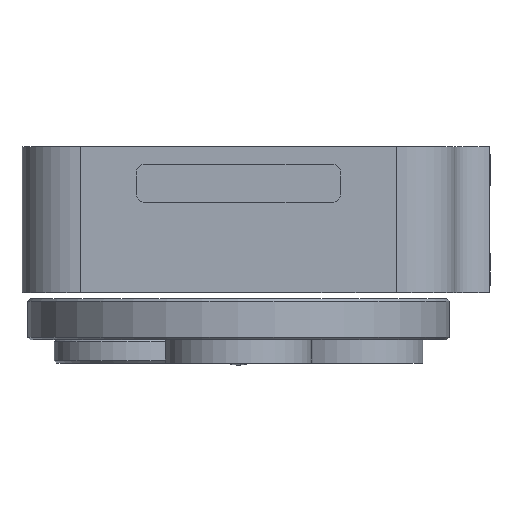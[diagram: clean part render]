
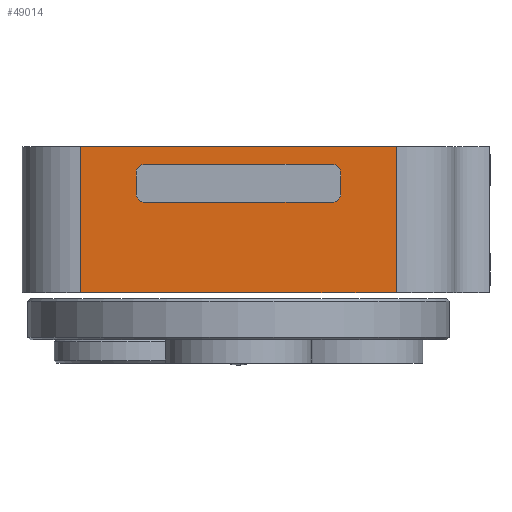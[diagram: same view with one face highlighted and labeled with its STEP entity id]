
A CAD part, left-side view. The second image highlights one B-rep face of the part: STEP entity #49014.
In plain terms, the highlighted planar face has unit normal (-1, 0, 0).
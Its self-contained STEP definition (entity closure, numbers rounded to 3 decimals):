
#291 = CARTESIAN_POINT ( 'NONE',  ( -37., -17.5, 17. ) ) ;
#296 = CARTESIAN_POINT ( 'NONE',  ( -37., -19.75, 0. ) ) ;
#306 = CARTESIAN_POINT ( 'NONE',  ( -37., 17.5, 17. ) ) ;
#331 = CARTESIAN_POINT ( 'NONE',  ( -37., -16., 15.5 ) ) ;
#332 = CARTESIAN_POINT ( 'NONE',  ( -37., -16., 22. ) ) ;
#338 = CARTESIAN_POINT ( 'NONE',  ( -37., 16., 22. ) ) ;
#339 = CARTESIAN_POINT ( 'NONE',  ( -37., -17.5, 20.5 ) ) ;
#6394 = LINE ( 'NONE', #15214, #6398 ) ;
#6398 = VECTOR ( 'NONE', #15216, 1000. ) ;
#6432 = CIRCLE ( 'NONE', #10614, 1.5 ) ;
#6484 = LINE ( 'NONE', #15562, #6487 ) ;
#6487 = VECTOR ( 'NONE', #15563, 1000. ) ;
#10153 = CARTESIAN_POINT ( 'NONE',  ( -37., -27., 25. ) ) ;
#10163 = PLANE ( 'NONE',  #11071 ) ;
#10169 = DIRECTION ( 'NONE',  ( 1., 0., 0. ) ) ;
#10171 = DIRECTION ( 'NONE',  ( 0., 0., -1. ) ) ;
#10534 = AXIS2_PLACEMENT_3D ( 'NONE', #14696, #14698, #14700 ) ;
#10573 = AXIS2_PLACEMENT_3D ( 'NONE', #15113, #15115, #15117 ) ;
#10585 = AXIS2_PLACEMENT_3D ( 'NONE', #15196, #15198, #15200 ) ;
#10614 = AXIS2_PLACEMENT_3D ( 'NONE', #15364, #15365, #15367 ) ;
#11071 = AXIS2_PLACEMENT_3D ( 'NONE', #10153, #10169, #10171 ) ;
#11806 = FACE_BOUND ( 'NONE', #46422, .T. ) ;
#11818 = FACE_OUTER_BOUND ( 'NONE', #46416, .T. ) ;
#14417 = CARTESIAN_POINT ( 'NONE',  ( -37., 16., 22. ) ) ;
#14437 = DIRECTION ( 'NONE',  ( 0., 1., 0. ) ) ;
#14578 = CARTESIAN_POINT ( 'NONE',  ( -37., -27., 0. ) ) ;
#14582 = DIRECTION ( 'NONE',  ( 0., -1., 0. ) ) ;
#14638 = CARTESIAN_POINT ( 'NONE',  ( -37., 17.5, 17. ) ) ;
#14640 = DIRECTION ( 'NONE',  ( 0., 0., -1. ) ) ;
#14696 = CARTESIAN_POINT ( 'NONE',  ( -37., 16., 17. ) ) ;
#14698 = DIRECTION ( 'NONE',  ( -1., 0., 0. ) ) ;
#14700 = DIRECTION ( 'NONE',  ( 0., 0., 1. ) ) ;
#14737 = DIRECTION ( 'NONE',  ( 0., 1., 0. ) ) ;
#14739 = CARTESIAN_POINT ( 'NONE',  ( -37., -19.25, -0.001 ) ) ;
#14751 = DIRECTION ( 'NONE',  ( 0., 0., 1. ) ) ;
#14765 = CARTESIAN_POINT ( 'NONE',  ( -37., -19.25, -0.001 ) ) ;
#14919 = CARTESIAN_POINT ( 'NONE',  ( -37., -17.5, 17. ) ) ;
#14922 = DIRECTION ( 'NONE',  ( 0., 0., 1. ) ) ;
#15075 = CARTESIAN_POINT ( 'NONE',  ( -37., 16., 15.5 ) ) ;
#15087 = DIRECTION ( 'NONE',  ( 0., -1., 0. ) ) ;
#15113 = CARTESIAN_POINT ( 'NONE',  ( -37., 16., 20.5 ) ) ;
#15115 = DIRECTION ( 'NONE',  ( -1., 0., 0. ) ) ;
#15117 = DIRECTION ( 'NONE',  ( 0., 0., -1. ) ) ;
#15121 = CARTESIAN_POINT ( 'NONE',  ( -37., -19.75, -0.001 ) ) ;
#15136 = DIRECTION ( 'NONE',  ( 0., 0., 1. ) ) ;
#15196 = CARTESIAN_POINT ( 'NONE',  ( -37., -16., 20.5 ) ) ;
#15198 = DIRECTION ( 'NONE',  ( -1., 0., 0. ) ) ;
#15200 = DIRECTION ( 'NONE',  ( 0., 0., 1. ) ) ;
#15214 = CARTESIAN_POINT ( 'NONE',  ( -37., -27., 0. ) ) ;
#15216 = DIRECTION ( 'NONE',  ( 0., -1., 0. ) ) ;
#15364 = CARTESIAN_POINT ( 'NONE',  ( -37., -16., 17. ) ) ;
#15365 = DIRECTION ( 'NONE',  ( -1., 0., 0. ) ) ;
#15367 = DIRECTION ( 'NONE',  ( 0., 0., 1. ) ) ;
#15562 = CARTESIAN_POINT ( 'NONE',  ( -37., 27., 25. ) ) ;
#15563 = DIRECTION ( 'NONE',  ( 0., 0., -1. ) ) ;
#16631 = CARTESIAN_POINT ( 'NONE',  ( -37., 27., 25. ) ) ;
#16750 = CARTESIAN_POINT ( 'NONE',  ( -37., 27., 0. ) ) ;
#17532 = ORIENTED_EDGE ( 'NONE', *, *, #39909, .F. ) ;
#17648 = ORIENTED_EDGE ( 'NONE', *, *, #39934, .F. ) ;
#17684 = ORIENTED_EDGE ( 'NONE', *, *, #40104, .T. ) ;
#17714 = ORIENTED_EDGE ( 'NONE', *, *, #40131, .F. ) ;
#17717 = ORIENTED_EDGE ( 'NONE', *, *, #39930, .F. ) ;
#17718 = ORIENTED_EDGE ( 'NONE', *, *, #39864, .T. ) ;
#17719 = ORIENTED_EDGE ( 'NONE', *, *, #39993, .F. ) ;
#17720 = ORIENTED_EDGE ( 'NONE', *, *, #39891, .F. ) ;
#17724 = ORIENTED_EDGE ( 'NONE', *, *, #40090, .F. ) ;
#17726 = ORIENTED_EDGE ( 'NONE', *, *, #39811, .F. ) ;
#17832 = ORIENTED_EDGE ( 'NONE', *, *, #40206, .F. ) ;
#18057 = ORIENTED_EDGE ( 'NONE', *, *, #40077, .F. ) ;
#23038 = CARTESIAN_POINT ( 'NONE',  ( -37., -27., 25. ) ) ;
#23040 = DIRECTION ( 'NONE',  ( 0., 0., -1. ) ) ;
#23096 = CARTESIAN_POINT ( 'NONE',  ( -37., -27., 25. ) ) ;
#23097 = DIRECTION ( 'NONE',  ( 0., -1., 0. ) ) ;
#25425 = VERTEX_POINT ( 'NONE', #291 ) ;
#25431 = VERTEX_POINT ( 'NONE', #296 ) ;
#25447 = VERTEX_POINT ( 'NONE', #306 ) ;
#25478 = VERTEX_POINT ( 'NONE', #331 ) ;
#25479 = VERTEX_POINT ( 'NONE', #332 ) ;
#25487 = VERTEX_POINT ( 'NONE', #338 ) ;
#25488 = VERTEX_POINT ( 'NONE', #339 ) ;
#25491 = VERTEX_POINT ( 'NONE', #49214 ) ;
#25508 = VERTEX_POINT ( 'NONE', #49224 ) ;
#25509 = VERTEX_POINT ( 'NONE', #49225 ) ;
#25517 = VERTEX_POINT ( 'NONE', #49232 ) ;
#25518 = VERTEX_POINT ( 'NONE', #49233 ) ;
#25522 = VERTEX_POINT ( 'NONE', #49236 ) ;
#25795 = VERTEX_POINT ( 'NONE', #49478 ) ;
#25964 = VERTEX_POINT ( 'NONE', #16631 ) ;
#26065 = VERTEX_POINT ( 'NONE', #16750 ) ;
#27643 = CIRCLE ( 'NONE', #10585, 1.5 ) ;
#31295 = LINE ( 'NONE', #23038, #31296 ) ;
#31296 = VECTOR ( 'NONE', #23040, 1000. ) ;
#31337 = LINE ( 'NONE', #23096, #31339 ) ;
#31339 = VECTOR ( 'NONE', #23097, 1000. ) ;
#31422 = LINE ( 'NONE', #14417, #31424 ) ;
#31424 = VECTOR ( 'NONE', #14437, 1000. ) ;
#31447 = LINE ( 'NONE', #14578, #31448 ) ;
#31448 = VECTOR ( 'NONE', #14582, 1000. ) ;
#31458 = LINE ( 'NONE', #14638, #31460 ) ;
#31460 = VECTOR ( 'NONE', #14640, 1000. ) ;
#31465 = LINE ( 'NONE', #14765, #31479 ) ;
#31467 = CIRCLE ( 'NONE', #10534, 1.5 ) ;
#31474 = LINE ( 'NONE', #14739, #31476 ) ;
#31476 = VECTOR ( 'NONE', #14737, 1000. ) ;
#31479 = VECTOR ( 'NONE', #14751, 1000. ) ;
#31508 = LINE ( 'NONE', #14919, #31509 ) ;
#31509 = VECTOR ( 'NONE', #14922, 1000. ) ;
#31541 = LINE ( 'NONE', #15075, #31550 ) ;
#31550 = VECTOR ( 'NONE', #15087, 1000. ) ;
#31552 = CIRCLE ( 'NONE', #10573, 1.5 ) ;
#31554 = LINE ( 'NONE', #15121, #31563 ) ;
#31563 = VECTOR ( 'NONE', #15136, 1000. ) ;
#35023 = ORIENTED_EDGE ( 'NONE', *, *, #40333, .T. ) ;
#35051 = ORIENTED_EDGE ( 'NONE', *, *, #40151, .T. ) ;
#35147 = ORIENTED_EDGE ( 'NONE', *, *, #39552, .F. ) ;
#35149 = ORIENTED_EDGE ( 'NONE', *, *, #39637, .F. ) ;
#39552 = EDGE_CURVE ( 'NONE', #25517, #25491, #31295, .T. ) ;
#39637 = EDGE_CURVE ( 'NONE', #25964, #25517, #31337, .T. ) ;
#39811 = EDGE_CURVE ( 'NONE', #25479, #25487, #31422, .T. ) ;
#39864 = EDGE_CURVE ( 'NONE', #26065, #25518, #31447, .T. ) ;
#39891 = EDGE_CURVE ( 'NONE', #25508, #25447, #31458, .T. ) ;
#39909 = EDGE_CURVE ( 'NONE', #25447, #25795, #31467, .T. ) ;
#39930 = EDGE_CURVE ( 'NONE', #25522, #25509, #31474, .T. ) ;
#39934 = EDGE_CURVE ( 'NONE', #25509, #25518, #31465, .T. ) ;
#39993 = EDGE_CURVE ( 'NONE', #25425, #25488, #31508, .T. ) ;
#40077 = EDGE_CURVE ( 'NONE', #25795, #25478, #31541, .T. ) ;
#40090 = EDGE_CURVE ( 'NONE', #25487, #25508, #31552, .T. ) ;
#40104 = EDGE_CURVE ( 'NONE', #25522, #25431, #31554, .T. ) ;
#40131 = EDGE_CURVE ( 'NONE', #25488, #25479, #27643, .T. ) ;
#40151 = EDGE_CURVE ( 'NONE', #25431, #25491, #6394, .T. ) ;
#40206 = EDGE_CURVE ( 'NONE', #25478, #25425, #6432, .T. ) ;
#40333 = EDGE_CURVE ( 'NONE', #25964, #26065, #6484, .T. ) ;
#46416 = EDGE_LOOP ( 'NONE', ( #17718, #17648, #17717, #17684, #35051, #35147, #35149, #35023 ) ) ;
#46422 = EDGE_LOOP ( 'NONE', ( #18057, #17532, #17720, #17724, #17726, #17714, #17719, #17832 ) ) ;
#49014 = ADVANCED_FACE ( 'NONE', ( #11806, #11818 ), #10163, .F. ) ;
#49214 = CARTESIAN_POINT ( 'NONE',  ( -37., -27., 0. ) ) ;
#49224 = CARTESIAN_POINT ( 'NONE',  ( -37., 17.5, 20.5 ) ) ;
#49225 = CARTESIAN_POINT ( 'NONE',  ( -37., -19.25, -0.001 ) ) ;
#49232 = CARTESIAN_POINT ( 'NONE',  ( -37., -27., 25. ) ) ;
#49233 = CARTESIAN_POINT ( 'NONE',  ( -37., -19.25, 0. ) ) ;
#49236 = CARTESIAN_POINT ( 'NONE',  ( -37., -19.75, -0.001 ) ) ;
#49478 = CARTESIAN_POINT ( 'NONE',  ( -37., 16., 15.5 ) ) ;
